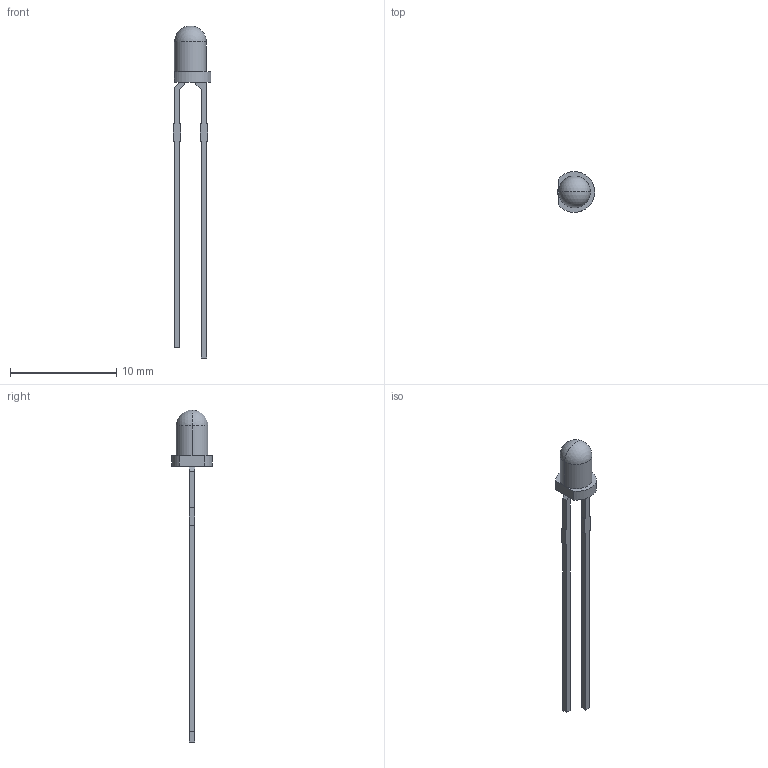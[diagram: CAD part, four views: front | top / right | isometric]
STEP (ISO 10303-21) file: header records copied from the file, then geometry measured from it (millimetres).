
FILE_DESCRIPTION (( 'STEP AP214' ), '1' );
FILE_NAME ('LTH3MM12VFR4XXX.STEP', '2017-01-12T23:51:47', ( 'user' ), ( 'Microsoft' ), 'SwSTEP 2.0', 'SolidWorks 2016', '' );
FILE_SCHEMA (( 'AUTOMOTIVE_DESIGN' ));
Length unit declared in the file: millimetre
Products named in the file (1): LTH3MM12VFR4XXX
Bounding box: 3.54 x 3.84 x 31.3 mm (x, y, z)
Volume: 51 mm3; surface area: 171.7 mm2
Topology: 1 solids, 1 shells, 40 faces, 109 edges, 71 vertices
Faces by surface type: plane 34, cylinder 4, sphere 2
Entity records: 1348 total; most frequent: CARTESIAN_POINT 215, ORIENTED_EDGE 210, DIRECTION 197, EDGE_CURVE 105, VECTOR 95, LINE 95, VERTEX_POINT 69, AXIS2_PLACEMENT_3D 51
